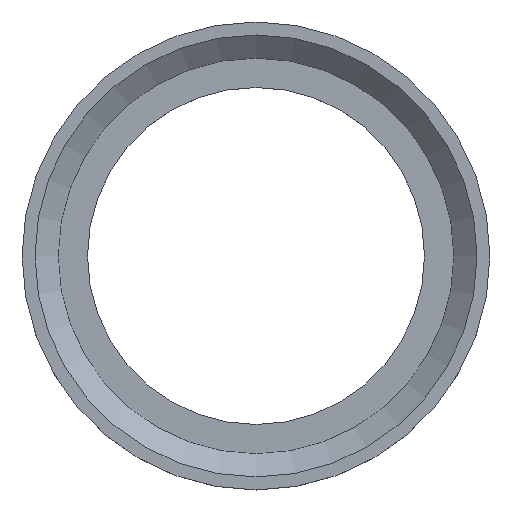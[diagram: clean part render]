
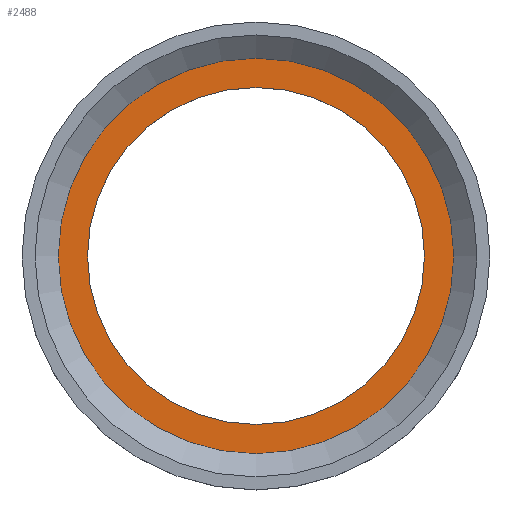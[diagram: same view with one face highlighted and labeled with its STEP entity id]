
A CAD part, top view. The second image highlights one B-rep face of the part: STEP entity #2488.
In plain terms, the highlighted planar face has unit normal (0, 0, 1).
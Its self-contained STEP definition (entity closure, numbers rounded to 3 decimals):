
#2289 = CYLINDRICAL_SURFACE('',#2290,26.);
#2290 = AXIS2_PLACEMENT_3D('',#2291,#2292,#2293);
#2291 = CARTESIAN_POINT('',(0.,0.,0.));
#2292 = DIRECTION('',(-0.,-0.,-1.));
#2293 = DIRECTION('',(1.,0.,0.));
#2368 = CONICAL_SURFACE('',#2369,27.,0.873);
#2369 = AXIS2_PLACEMENT_3D('',#2370,#2371,#2372);
#2370 = CARTESIAN_POINT('',(0.,0.,3.042));
#2371 = DIRECTION('',(0.,0.,1.));
#2372 = DIRECTION('',(0.,1.,0.));
#2388 = VERTEX_POINT('',#2389);
#2389 = CARTESIAN_POINT('',(26.,0.,6.));
#2410 = EDGE_CURVE('',#2388,#2388,#2411,.T.);
#2411 = SURFACE_CURVE('',#2412,(#2417,#2424),.PCURVE_S1.);
#2412 = CIRCLE('',#2413,26.);
#2413 = AXIS2_PLACEMENT_3D('',#2414,#2415,#2416);
#2414 = CARTESIAN_POINT('',(0.,0.,6.));
#2415 = DIRECTION('',(0.,0.,1.));
#2416 = DIRECTION('',(1.,0.,0.));
#2417 = PCURVE('',#2289,#2418);
#2418 = DEFINITIONAL_REPRESENTATION('',(#2419),#2423);
#2419 = LINE('',#2420,#2421);
#2420 = CARTESIAN_POINT('',(-0.,-6.));
#2421 = VECTOR('',#2422,1.);
#2422 = DIRECTION('',(-1.,0.));
#2423 = ( GEOMETRIC_REPRESENTATION_CONTEXT(2) 
PARAMETRIC_REPRESENTATION_CONTEXT() REPRESENTATION_CONTEXT('2D SPACE',''
  ) );
#2424 = PCURVE('',#2425,#2430);
#2425 = PLANE('',#2426);
#2426 = AXIS2_PLACEMENT_3D('',#2427,#2428,#2429);
#2427 = CARTESIAN_POINT('',(0.,0.,6.)
  );
#2428 = DIRECTION('',(0.,0.,1.));
#2429 = DIRECTION('',(1.,0.,0.));
#2430 = DEFINITIONAL_REPRESENTATION('',(#2431),#2435);
#2431 = CIRCLE('',#2432,26.);
#2432 = AXIS2_PLACEMENT_2D('',#2433,#2434);
#2433 = CARTESIAN_POINT('',(0.,0.));
#2434 = DIRECTION('',(1.,0.));
#2435 = ( GEOMETRIC_REPRESENTATION_CONTEXT(2) 
PARAMETRIC_REPRESENTATION_CONTEXT() REPRESENTATION_CONTEXT('2D SPACE',''
  ) );
#2442 = EDGE_CURVE('',#2443,#2443,#2445,.T.);
#2443 = VERTEX_POINT('',#2444);
#2444 = CARTESIAN_POINT('',(0.,30.525,6.));
#2445 = SURFACE_CURVE('',#2446,(#2451,#2458),.PCURVE_S1.);
#2446 = CIRCLE('',#2447,30.525);
#2447 = AXIS2_PLACEMENT_3D('',#2448,#2449,#2450);
#2448 = CARTESIAN_POINT('',(0.,0.,6.));
#2449 = DIRECTION('',(0.,-0.,1.));
#2450 = DIRECTION('',(0.,1.,0.));
#2451 = PCURVE('',#2368,#2452);
#2452 = DEFINITIONAL_REPRESENTATION('',(#2453),#2457);
#2453 = LINE('',#2454,#2455);
#2454 = CARTESIAN_POINT('',(-6.283,2.958));
#2455 = VECTOR('',#2456,1.);
#2456 = DIRECTION('',(1.,-0.));
#2457 = ( GEOMETRIC_REPRESENTATION_CONTEXT(2) 
PARAMETRIC_REPRESENTATION_CONTEXT() REPRESENTATION_CONTEXT('2D SPACE',''
  ) );
#2458 = PCURVE('',#2425,#2459);
#2459 = DEFINITIONAL_REPRESENTATION('',(#2460),#2464);
#2460 = CIRCLE('',#2461,30.525);
#2461 = AXIS2_PLACEMENT_2D('',#2462,#2463);
#2462 = CARTESIAN_POINT('',(0.,0.));
#2463 = DIRECTION('',(0.,1.));
#2464 = ( GEOMETRIC_REPRESENTATION_CONTEXT(2) 
PARAMETRIC_REPRESENTATION_CONTEXT() REPRESENTATION_CONTEXT('2D SPACE',''
  ) );
#2488 = ADVANCED_FACE('',(#2489,#2492),#2425,.T.);
#2489 = FACE_BOUND('',#2490,.T.);
#2490 = EDGE_LOOP('',(#2491));
#2491 = ORIENTED_EDGE('',*,*,#2442,.T.);
#2492 = FACE_BOUND('',#2493,.T.);
#2493 = EDGE_LOOP('',(#2494));
#2494 = ORIENTED_EDGE('',*,*,#2410,.F.);
